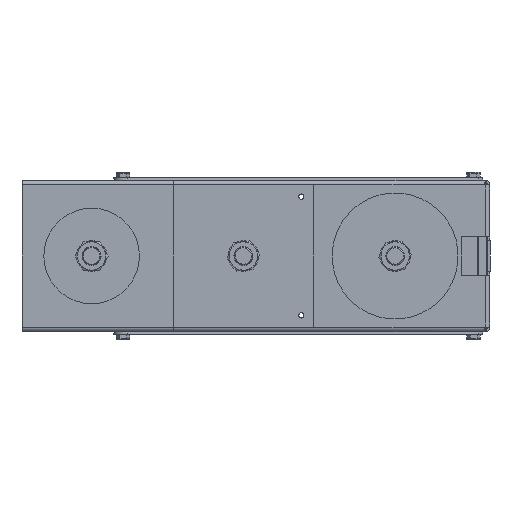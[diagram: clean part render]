
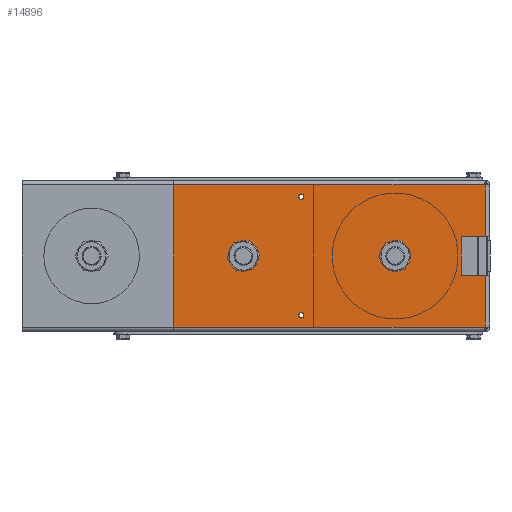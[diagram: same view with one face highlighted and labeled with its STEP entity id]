
A CAD part, front view. The second image highlights one B-rep face of the part: STEP entity #14896.
In plain terms, the highlighted planar face has unit normal (0, -1, 0).
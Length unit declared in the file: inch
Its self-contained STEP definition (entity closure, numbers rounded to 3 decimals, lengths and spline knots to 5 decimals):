
#724=FACE_BOUND('',#2347,.T.);
#725=FACE_BOUND('',#2348,.T.);
#726=FACE_BOUND('',#2349,.T.);
#727=FACE_BOUND('',#2350,.T.);
#1036=PLANE('',#16261);
#1471=FACE_OUTER_BOUND('',#2346,.T.);
#2346=EDGE_LOOP('',(#10234,#10235,#10236,#10237,#10238,#10239,#10240,#10241,
#10242,#10243,#10244,#10245));
#2347=EDGE_LOOP('',(#10246));
#2348=EDGE_LOOP('',(#10247));
#2349=EDGE_LOOP('',(#10248));
#2350=EDGE_LOOP('',(#10249));
#3471=LINE('',#22134,#4631);
#3473=LINE('',#22140,#4633);
#3477=LINE('',#22150,#4637);
#3478=LINE('',#22152,#4638);
#3479=LINE('',#22154,#4639);
#3480=LINE('',#22156,#4640);
#3481=LINE('',#22158,#4641);
#3482=LINE('',#22160,#4642);
#3483=LINE('',#22162,#4643);
#3484=LINE('',#22164,#4644);
#3485=LINE('',#22166,#4645);
#3486=LINE('',#22167,#4646);
#4631=VECTOR('',#17966,0.3937);
#4633=VECTOR('',#17972,0.3937);
#4637=VECTOR('',#17980,0.3937);
#4638=VECTOR('',#17981,0.3937);
#4639=VECTOR('',#17982,0.3937);
#4640=VECTOR('',#17983,0.3937);
#4641=VECTOR('',#17984,0.3937);
#4642=VECTOR('',#17985,0.3937);
#4643=VECTOR('',#17986,0.3937);
#4644=VECTOR('',#17987,0.3937);
#4645=VECTOR('',#17988,0.3937);
#4646=VECTOR('',#17989,0.3937);
#5781=CIRCLE('',#16245,0.28);
#5783=CIRCLE('',#16248,0.28);
#5785=CIRCLE('',#16251,0.07);
#5787=CIRCLE('',#16254,0.07);
#6427=VERTEX_POINT('',#22106);
#6429=VERTEX_POINT('',#22112);
#6431=VERTEX_POINT('',#22118);
#6433=VERTEX_POINT('',#22124);
#6436=VERTEX_POINT('',#22131);
#6437=VERTEX_POINT('',#22133);
#6439=VERTEX_POINT('',#22139);
#6443=VERTEX_POINT('',#22149);
#6444=VERTEX_POINT('',#22151);
#6445=VERTEX_POINT('',#22153);
#6446=VERTEX_POINT('',#22155);
#6447=VERTEX_POINT('',#22157);
#6448=VERTEX_POINT('',#22159);
#6449=VERTEX_POINT('',#22161);
#6450=VERTEX_POINT('',#22163);
#6451=VERTEX_POINT('',#22165);
#7908=EDGE_CURVE('',#6427,#6427,#5781,.T.);
#7911=EDGE_CURVE('',#6429,#6429,#5783,.T.);
#7914=EDGE_CURVE('',#6431,#6431,#5785,.T.);
#7917=EDGE_CURVE('',#6433,#6433,#5787,.T.);
#7921=EDGE_CURVE('',#6436,#6437,#3471,.T.);
#7924=EDGE_CURVE('',#6439,#6437,#3473,.T.);
#7929=EDGE_CURVE('',#6443,#6436,#3477,.T.);
#7930=EDGE_CURVE('',#6444,#6443,#3478,.T.);
#7931=EDGE_CURVE('',#6445,#6444,#3479,.T.);
#7932=EDGE_CURVE('',#6446,#6445,#3480,.T.);
#7933=EDGE_CURVE('',#6446,#6447,#3481,.T.);
#7934=EDGE_CURVE('',#6447,#6448,#3482,.T.);
#7935=EDGE_CURVE('',#6448,#6449,#3483,.T.);
#7936=EDGE_CURVE('',#6449,#6450,#3484,.T.);
#7937=EDGE_CURVE('',#6450,#6451,#3485,.T.);
#7938=EDGE_CURVE('',#6451,#6439,#3486,.T.);
#10234=ORIENTED_EDGE('',*,*,#7921,.F.);
#10235=ORIENTED_EDGE('',*,*,#7929,.F.);
#10236=ORIENTED_EDGE('',*,*,#7930,.F.);
#10237=ORIENTED_EDGE('',*,*,#7931,.F.);
#10238=ORIENTED_EDGE('',*,*,#7932,.F.);
#10239=ORIENTED_EDGE('',*,*,#7933,.T.);
#10240=ORIENTED_EDGE('',*,*,#7934,.T.);
#10241=ORIENTED_EDGE('',*,*,#7935,.T.);
#10242=ORIENTED_EDGE('',*,*,#7936,.T.);
#10243=ORIENTED_EDGE('',*,*,#7937,.T.);
#10244=ORIENTED_EDGE('',*,*,#7938,.T.);
#10245=ORIENTED_EDGE('',*,*,#7924,.T.);
#10246=ORIENTED_EDGE('',*,*,#7908,.T.);
#10247=ORIENTED_EDGE('',*,*,#7911,.T.);
#10248=ORIENTED_EDGE('',*,*,#7914,.T.);
#10249=ORIENTED_EDGE('',*,*,#7917,.T.);
#14896=ADVANCED_FACE('',(#1471,#724,#725,#726,#727),#1036,.T.);
#16245=AXIS2_PLACEMENT_3D('',#22107,#17936,#17937);
#16248=AXIS2_PLACEMENT_3D('',#22113,#17943,#17944);
#16251=AXIS2_PLACEMENT_3D('',#22119,#17950,#17951);
#16254=AXIS2_PLACEMENT_3D('',#22125,#17957,#17958);
#16261=AXIS2_PLACEMENT_3D('',#22148,#17978,#17979);
#17936=DIRECTION('center_axis',(0.,1.,0.));
#17937=DIRECTION('ref_axis',(-1.,0.,0.));
#17943=DIRECTION('center_axis',(0.,1.,0.));
#17944=DIRECTION('ref_axis',(-1.,0.,0.));
#17950=DIRECTION('center_axis',(0.,1.,0.));
#17951=DIRECTION('ref_axis',(-1.,0.,0.));
#17957=DIRECTION('center_axis',(0.,1.,0.));
#17958=DIRECTION('ref_axis',(-1.,0.,0.));
#17966=DIRECTION('',(0.,0.,-1.));
#17972=DIRECTION('',(1.,0.,0.));
#17978=DIRECTION('center_axis',(0.,-1.,0.));
#17979=DIRECTION('ref_axis',(0.,0.,-1.));
#17980=DIRECTION('',(1.,0.,0.));
#17981=DIRECTION('',(0.,0.,1.));
#17982=DIRECTION('',(-1.,0.,0.));
#17983=DIRECTION('',(0.,0.,-1.));
#17984=DIRECTION('',(-1.,0.,0.));
#17985=DIRECTION('',(0.,0.,1.));
#17986=DIRECTION('',(-1.,0.,0.));
#17987=DIRECTION('',(0.,0.,1.));
#17988=DIRECTION('',(1.,0.,0.));
#17989=DIRECTION('',(0.,0.,1.));
#22106=CARTESIAN_POINT('',(-2.22,-0.0635,0.));
#22107=CARTESIAN_POINT('Origin',(-2.5,-0.0635,
0.));
#22112=CARTESIAN_POINT('',(-6.22,-0.0635,0.));
#22113=CARTESIAN_POINT('Origin',(-6.5,-0.0635,
0.));
#22118=CARTESIAN_POINT('',(-4.91,-0.0635,-1.565));
#22119=CARTESIAN_POINT('Origin',(-4.98,-0.0635,-1.565));
#22124=CARTESIAN_POINT('',(-4.91,-0.0635,1.565));
#22125=CARTESIAN_POINT('Origin',(-4.98,-0.0635,1.565));
#22131=CARTESIAN_POINT('',(-0.127,-0.0635,1.873));
#22133=CARTESIAN_POINT('',(-0.127,-0.0635,0.505));
#22134=CARTESIAN_POINT('',(-0.127,-0.0635,0.));
#22139=CARTESIAN_POINT('',(-0.76,-0.0635,0.505));
#22140=CARTESIAN_POINT('',(0.,-0.0635,0.505));
#22148=CARTESIAN_POINT('Origin',(0.,-0.0635,0.));
#22149=CARTESIAN_POINT('',(-8.34,-0.0635,1.873));
#22150=CARTESIAN_POINT('',(-0.6063,-0.0635,1.873));
#22151=CARTESIAN_POINT('',(-8.34,-0.0635,-1.873));
#22152=CARTESIAN_POINT('',(-8.34,-0.0635,0.));
#22153=CARTESIAN_POINT('',(-0.127,-0.0635,-1.873));
#22154=CARTESIAN_POINT('',(-0.6063,-0.0635,-1.873));
#22155=CARTESIAN_POINT('',(-0.127,-0.0635,-0.505));
#22156=CARTESIAN_POINT('',(-0.127,-0.0635,0.));
#22157=CARTESIAN_POINT('',(-0.76,-0.0635,-0.505));
#22158=CARTESIAN_POINT('',(0.,-0.0635,-0.505));
#22159=CARTESIAN_POINT('',(-0.76,-0.0635,-0.475));
#22160=CARTESIAN_POINT('',(-0.76,-0.0635,-0.2275));
#22161=CARTESIAN_POINT('',(-0.7635,-0.0635,-0.475));
#22162=CARTESIAN_POINT('',(-0.38175,-0.0635,-0.475));
#22163=CARTESIAN_POINT('',(-0.7635,-0.0635,0.475));
#22164=CARTESIAN_POINT('',(-0.7635,-0.0635,0.2375));
#22165=CARTESIAN_POINT('',(-0.76,-0.0635,0.475));
#22166=CARTESIAN_POINT('',(-0.03175,-0.0635,0.475));
#22167=CARTESIAN_POINT('',(-0.76,-0.0635,0.2275));
